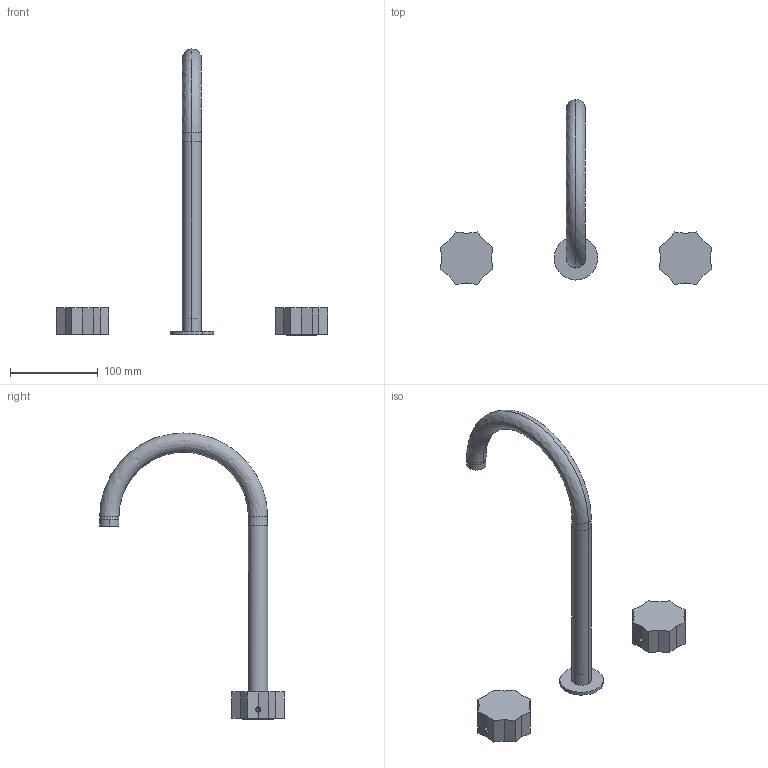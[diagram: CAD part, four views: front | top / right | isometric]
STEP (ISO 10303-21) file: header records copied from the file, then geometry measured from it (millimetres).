
FILE_DESCRIPTION(('CATIA V5 STEP Exchange','CAx-IF Rec.Pracs.--- Model Styling and Organization---1.5--- 2016-08-15','CAx-IF Rec.Pracs.---Supplemental Geometry---1.0---2011-11-01','CAx-IF Rec.Pracs.--- Composite Materials ---3.4---2017-06-13','CAx-IF Rec.Pracs.---Tessellated 3D Geometry---1.0---2015-12-17'),'2;1');
FILE_NAME('X5 00104.stp','2022-09-16T06:24:16+00:00',('none'),('none'),'CATIA Version 5-6 Release 2020 SP2','CATIA V5 STEP AP242 v2','none');
FILE_SCHEMA(('AP242_MANAGED_MODEL_BASED_3D_ENGINEERING_MIM_LF {1 0 10303 442 1 1 4}'));
Products named in the file (6): X5 00104; X3 00106 0; xx 00106 1; R9C259; P47288; P52889
Assembly tree (6 placements, depth 3):
  X5 00104
    X3 00106 0
      xx 00106 1
    R9C259  x2
      P47288
      P52889
Bounding box: 310.2 x 211.03 x 327 mm (x, y, z)
Volume: 198764.8 mm3; surface area: 130492.7 mm2
Topology: 11 solids, 12 shells, 1983 faces, 5149 edges, 3351 vertices
Faces by surface type: bspline 1081, cylinder 375, plane 368, cone 67, torus 54, revolution 28, extrusion 8, sphere 2
Entity records: 67376 total; most frequent: CARTESIAN_POINT 32402, ORIENTED_EDGE 9958, EDGE_CURVE 4979, B_SPLINE_CURVE_WITH_KNOTS 3370, VERTEX_POINT 3246, DIRECTION 2140, EDGE_LOOP 2109, ADVANCED_FACE 1918
